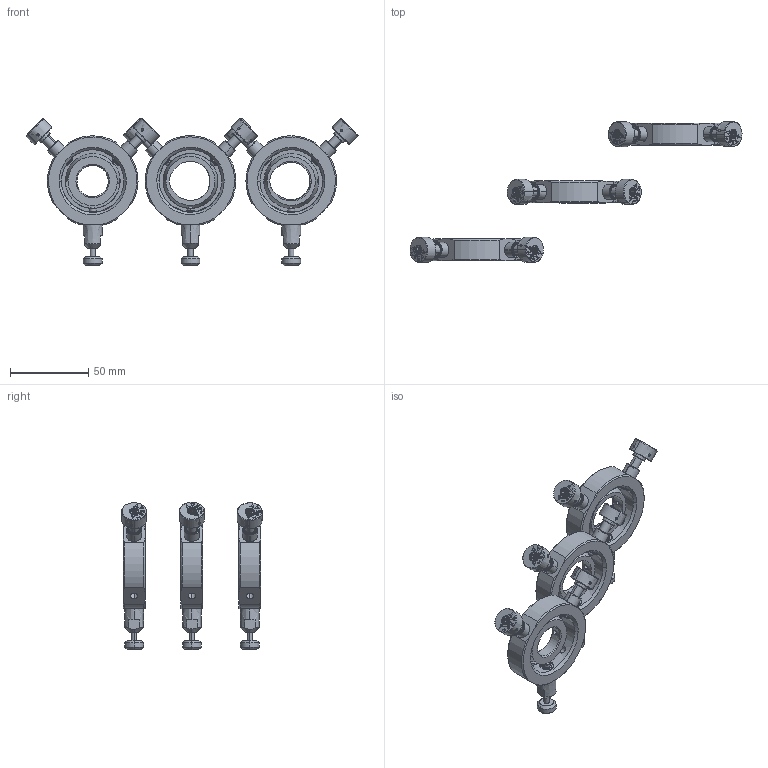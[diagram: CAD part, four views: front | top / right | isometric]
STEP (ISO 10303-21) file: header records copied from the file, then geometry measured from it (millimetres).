
FILE_DESCRIPTION(/* description */ (''),/* implementation_level */ '2;1');
FILE_NAME(/* name */ 'MM-YZ-S',/* time_stamp */ '2021-08-20T16:58:26+03:00',/* author */ (''),/* organization */ (''),/* preprocessor_version */ 'ST-DEVELOPER v15',/* originating_system */ '',/* authorisation */ '');
FILE_SCHEMA (('AUTOMOTIVE_DESIGN'));
Products named in the file (10): Document; MM-YZ-25.4; MM-YZ-25.4_Substitute_1; Block 03; Block 04; X-Z 25; X-Z 25_Substitute_1; Block 01; Block 02
Assembly tree (9 placements, depth 5):
  Document
    MM-YZ-25.4
      MM-YZ-25.4_Substitute_1
        Block 03
        Block 04
    Document
      X-Z 25
        X-Z 25_Substitute_1
          Block 01
          Block 02
Bounding box: 212.34 x 90.02 x 94.43 mm (x, y, z)
Volume: 39974.8 mm3; surface area: 56881 mm2
Topology: 32 solids, 51 shells, 1748 faces, 4748 edges, 3129 vertices
Faces by surface type: bspline 1748
Entity records: 119365 total; most frequent: CARTESIAN_POINT 59333, B_SPLINE_CURVE_WITH_KNOTS 11775, ORIENTED_EDGE 9347, PCURVE 9347, DEFINITIONAL_REPRESENTATION 9347, SURFACE_CURVE 4708, EDGE_CURVE 4708, VERTEX_POINT 3130
